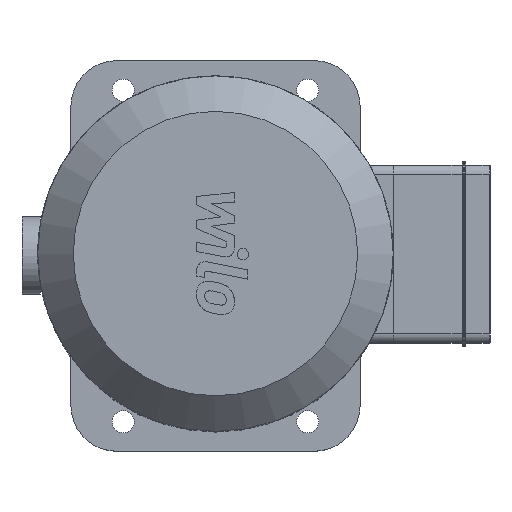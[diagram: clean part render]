
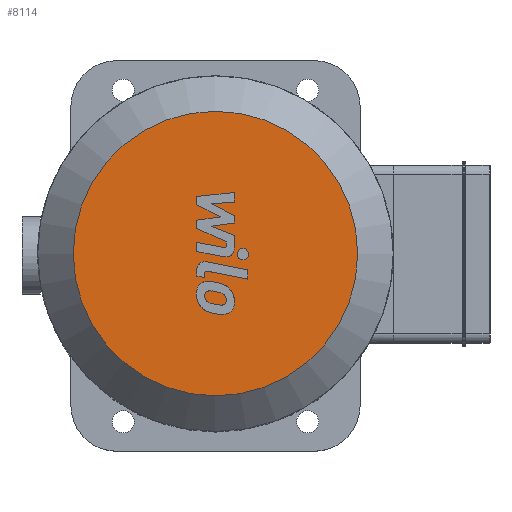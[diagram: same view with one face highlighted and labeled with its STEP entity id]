
A CAD part, top view. The second image highlights one B-rep face of the part: STEP entity #8114.
In plain terms, the highlighted planar face has unit normal (0, 0, 1).
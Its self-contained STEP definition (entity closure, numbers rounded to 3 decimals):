
#1775=PLANE('',#8918);
#2286=FACE_OUTER_BOUND('',#2787,.T.);
#2787=EDGE_LOOP('',(#7080));
#3310=CIRCLE('',#8919,77.2);
#3971=VERTEX_POINT('',#13772);
#5060=EDGE_CURVE('',#3971,#3971,#3310,.T.);
#7080=ORIENTED_EDGE('',*,*,#5060,.F.);
#8114=ADVANCED_FACE('',(#2286),#1775,.T.);
#8918=AXIS2_PLACEMENT_3D('',#13771,#10951,#10952);
#8919=AXIS2_PLACEMENT_3D('',#13773,#10953,#10954);
#10951=DIRECTION('center_axis',(0.,0.,
1.));
#10952=DIRECTION('ref_axis',(0.,-1.,0.));
#10953=DIRECTION('center_axis',(0.,0.,
-1.));
#10954=DIRECTION('ref_axis',(0.,1.,0.));
#13771=CARTESIAN_POINT('Origin',(0.,38.6,
762.5));
#13772=CARTESIAN_POINT('',(0.,77.2,762.5));
#13773=CARTESIAN_POINT('Origin',(0.,0.,762.5));
